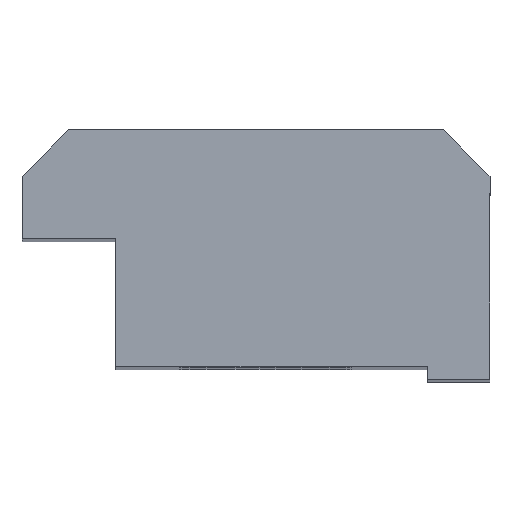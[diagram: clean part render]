
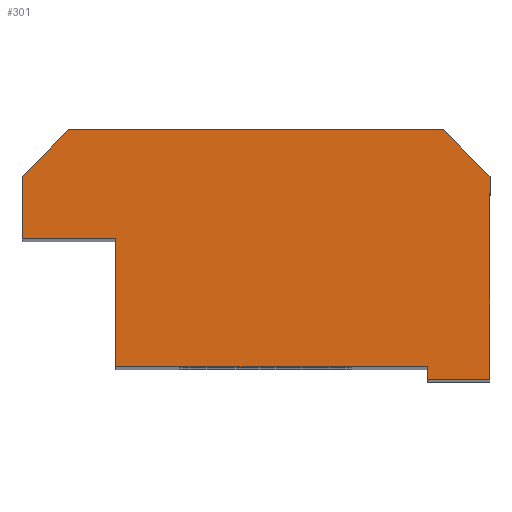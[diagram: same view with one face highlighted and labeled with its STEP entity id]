
A CAD part, top view. The second image highlights one B-rep face of the part: STEP entity #301.
In plain terms, the highlighted planar face has unit normal (0, 0, 1).
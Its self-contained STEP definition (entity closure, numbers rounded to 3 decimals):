
#39=FACE_OUTER_BOUND('',#59,.T.);
#59=EDGE_LOOP('',(#219,#220,#221,#222,#223,#224,#225,#226,#227,#228));
#83=LINE('',#433,#113);
#87=LINE('',#441,#117);
#90=LINE('',#451,#120);
#91=LINE('',#453,#121);
#92=LINE('',#455,#122);
#93=LINE('',#457,#123);
#94=LINE('',#459,#124);
#95=LINE('',#461,#125);
#96=LINE('',#463,#126);
#97=LINE('',#464,#127);
#113=VECTOR('',#349,2.121);
#117=VECTOR('',#355,12.);
#120=VECTOR('',#364,2.);
#121=VECTOR('',#365,3.);
#122=VECTOR('',#366,4.1);
#123=VECTOR('',#367,10.);
#124=VECTOR('',#368,0.4);
#125=VECTOR('',#369,2.);
#126=VECTOR('',#370,6.5);
#127=VECTOR('',#371,2.121);
#143=VERTEX_POINT('',#431);
#144=VERTEX_POINT('',#432);
#147=VERTEX_POINT('',#440);
#151=VERTEX_POINT('',#450);
#152=VERTEX_POINT('',#452);
#153=VERTEX_POINT('',#454);
#154=VERTEX_POINT('',#456);
#155=VERTEX_POINT('',#458);
#156=VERTEX_POINT('',#460);
#157=VERTEX_POINT('',#462);
#171=EDGE_CURVE('',#143,#144,#83,.T.);
#175=EDGE_CURVE('',#144,#147,#87,.T.);
#180=EDGE_CURVE('',#151,#143,#90,.T.);
#181=EDGE_CURVE('',#152,#151,#91,.T.);
#182=EDGE_CURVE('',#153,#152,#92,.T.);
#183=EDGE_CURVE('',#154,#153,#93,.T.);
#184=EDGE_CURVE('',#155,#154,#94,.T.);
#185=EDGE_CURVE('',#156,#155,#95,.T.);
#186=EDGE_CURVE('',#157,#156,#96,.T.);
#187=EDGE_CURVE('',#147,#157,#97,.T.);
#219=ORIENTED_EDGE('',*,*,#171,.F.);
#220=ORIENTED_EDGE('',*,*,#180,.F.);
#221=ORIENTED_EDGE('',*,*,#181,.F.);
#222=ORIENTED_EDGE('',*,*,#182,.F.);
#223=ORIENTED_EDGE('',*,*,#183,.F.);
#224=ORIENTED_EDGE('',*,*,#184,.F.);
#225=ORIENTED_EDGE('',*,*,#185,.F.);
#226=ORIENTED_EDGE('',*,*,#186,.F.);
#227=ORIENTED_EDGE('',*,*,#187,.F.);
#228=ORIENTED_EDGE('',*,*,#175,.F.);
#287=PLANE('',#323);
#301=ADVANCED_FACE('',(#39),#287,.T.);
#323=AXIS2_PLACEMENT_3D('',#449,#362,#363);
#349=DIRECTION('',(0.707,0.707,0.));
#355=DIRECTION('',(1.,0.,0.));
#362=DIRECTION('center_axis',(0.,0.,1.));
#363=DIRECTION('ref_axis',(1.,0.,0.));
#364=DIRECTION('',(0.,1.,0.));
#365=DIRECTION('',(-1.,0.,0.));
#366=DIRECTION('',(0.,1.,0.));
#367=DIRECTION('',(-1.,0.,0.));
#368=DIRECTION('',(0.,1.,0.));
#369=DIRECTION('',(-1.,0.,0.));
#370=DIRECTION('',(0.,-1.,0.));
#371=DIRECTION('',(0.707,-0.707,0.));
#431=CARTESIAN_POINT('',(-10.077,-5.054,55.));
#432=CARTESIAN_POINT('',(-8.577,-3.554,55.));
#433=CARTESIAN_POINT('',(-7.777,-2.754,55.));
#440=CARTESIAN_POINT('',(3.423,-3.554,55.));
#441=CARTESIAN_POINT('',(4.923,-3.554,55.));
#449=CARTESIAN_POINT('Origin',(3.923,-11.354,55.));
#450=CARTESIAN_POINT('',(-10.077,-7.054,55.));
#451=CARTESIAN_POINT('',(-10.077,-3.554,55.));
#452=CARTESIAN_POINT('',(-7.077,-7.054,55.));
#453=CARTESIAN_POINT('',(-10.077,-7.054,55.));
#454=CARTESIAN_POINT('',(-7.077,-11.154,55.));
#455=CARTESIAN_POINT('',(-7.077,-3.554,55.));
#456=CARTESIAN_POINT('',(2.923,-11.154,55.));
#457=CARTESIAN_POINT('',(-7.077,-11.154,55.));
#458=CARTESIAN_POINT('',(2.923,-11.554,55.));
#459=CARTESIAN_POINT('',(2.923,-11.154,55.));
#460=CARTESIAN_POINT('',(4.923,-11.554,55.));
#461=CARTESIAN_POINT('',(2.923,-11.554,55.));
#462=CARTESIAN_POINT('',(4.923,-5.054,55.));
#463=CARTESIAN_POINT('',(4.923,-11.554,55.));
#464=CARTESIAN_POINT('',(5.873,-6.004,55.));
